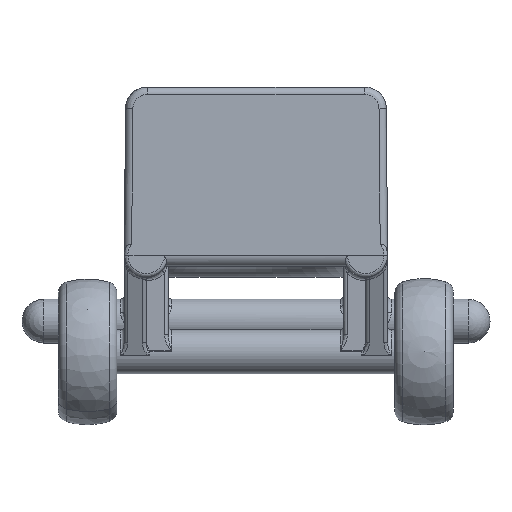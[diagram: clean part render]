
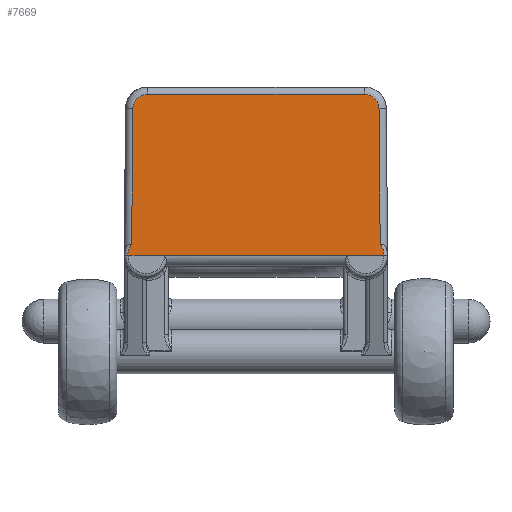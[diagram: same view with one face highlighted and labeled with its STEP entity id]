
A CAD part, front view. The second image highlights one B-rep face of the part: STEP entity #7669.
In plain terms, the highlighted planar face has unit normal (0, -1, 0.009).
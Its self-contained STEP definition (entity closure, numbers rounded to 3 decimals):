
#1279 = AXIS2_PLACEMENT_3D ( 'NONE', #3740, #3750, #3751 ) ;
#1770 = EDGE_CURVE ( 'NONE', #10905, #10946, #5252, .T. ) ;
#1772 = EDGE_CURVE ( 'NONE', #10847, #11037, #5254, .T. ) ;
#1773 = EDGE_CURVE ( 'NONE', #11033, #10905, #9768, .T. ) ;
#1774 = EDGE_CURVE ( 'NONE', #10946, #10847, #9769, .T. ) ;
#1804 = EDGE_CURVE ( 'NONE', #11034, #10901, #9805, .T. ) ;
#1805 = EDGE_CURVE ( 'NONE', #10901, #11033, #5263, .T. ) ;
#1808 = EDGE_CURVE ( 'NONE', #10814, #10933, #9809, .T. ) ;
#1868 = EDGE_CURVE ( 'NONE', #10940, #11034, #5293, .T. ) ;
#1891 = EDGE_CURVE ( 'NONE', #11037, #10814, #9876, .T. ) ;
#1905 = EDGE_CURVE ( 'NONE', #10933, #10940, #9886, .T. ) ;
#1974 = ORIENTED_EDGE ( 'NONE', *, *, #1905, .T. ) ;
#2014 = ORIENTED_EDGE ( 'NONE', *, *, #1868, .T. ) ;
#2016 = ORIENTED_EDGE ( 'NONE', *, *, #1773, .T. ) ;
#2304 = CARTESIAN_POINT ( 'NONE',  ( -8.662, 0.005, 0.54 ) ) ;
#2315 = CARTESIAN_POINT ( 'NONE',  ( -7.994, 0.096, 11.004 ) ) ;
#2316 = CARTESIAN_POINT ( 'NONE',  ( -8.408, 0.092, 10.595 ) ) ;
#2320 = CARTESIAN_POINT ( 'NONE',  ( -7.413, 0.096, 11.004 ) ) ;
#2321 = CARTESIAN_POINT ( 'NONE',  ( -8.413, 0.087, 10.013 ) ) ;
#2331 = CARTESIAN_POINT ( 'NONE',  ( -8.493, 0.007, 0.761 ) ) ;
#2332 = CARTESIAN_POINT ( 'NONE',  ( -8.75, 0.002, 0.277 ) ) ;
#2333 = CARTESIAN_POINT ( 'NONE',  ( -8.75, 0., 0. ) ) ;
#2334 = CARTESIAN_POINT ( 'NONE',  ( -9.25, 0.096, 11.004 ) ) ;
#2335 = DIRECTION ( 'NONE',  ( -1., 0., 0. ) ) ;
#2336 = CARTESIAN_POINT ( 'NONE',  ( -8.5, 0., -0.007 ) ) ;
#3740 = CARTESIAN_POINT ( 'NONE',  ( -9.25, 0., 0. ) ) ;
#3746 = PLANE ( 'NONE',  #1279 ) ;
#3750 = DIRECTION ( 'NONE',  ( 0., 1., -0.009 ) ) ;
#3751 = DIRECTION ( 'NONE',  ( 0., 0.009, 1. ) ) ;
#4855 = ORIENTED_EDGE ( 'NONE', *, *, #1808, .T. ) ;
#4857 = ORIENTED_EDGE ( 'NONE', *, *, #1774, .T. ) ;
#4858 = ORIENTED_EDGE ( 'NONE', *, *, #1770, .T. ) ;
#4859 = ORIENTED_EDGE ( 'NONE', *, *, #1772, .T. ) ;
#4860 = ORIENTED_EDGE ( 'NONE', *, *, #1891, .T. ) ;
#4861 = ORIENTED_EDGE ( 'NONE', *, *, #1805, .T. ) ;
#4863 = ORIENTED_EDGE ( 'NONE', *, *, #1804, .T. ) ;
#5252 =( BOUNDED_CURVE ( )  B_SPLINE_CURVE ( 3, ( #2320, #2315, #2316, #2321 ),
 .UNSPECIFIED., .F., .T. ) 
 B_SPLINE_CURVE_WITH_KNOTS ( ( 4, 4 ),
 ( 3.142, 4.704 ),
 .UNSPECIFIED. ) 
 CURVE ( )  GEOMETRIC_REPRESENTATION_ITEM ( )  RATIONAL_B_SPLINE_CURVE ( ( 1., 0.807, 0.807, 1. ) ) 
 REPRESENTATION_ITEM ( '' )  );
#5254 =( BOUNDED_CURVE ( )  B_SPLINE_CURVE ( 3, ( #2331, #2304, #2332, #2333 ),
 .UNSPECIFIED., .F., .T. ) 
 B_SPLINE_CURVE_WITH_KNOTS ( ( 4, 4 ),
 ( 4.06, 4.714 ),
 .UNSPECIFIED. ) 
 CURVE ( )  GEOMETRIC_REPRESENTATION_ITEM ( )  RATIONAL_B_SPLINE_CURVE ( ( 1., 0.965, 0.965, 1. ) ) 
 REPRESENTATION_ITEM ( '' )  );
#5263 =( BOUNDED_CURVE ( )  B_SPLINE_CURVE ( 3, ( #5713, #5683, #5685, #5714 ),
 .UNSPECIFIED., .F., .T. ) 
 B_SPLINE_CURVE_WITH_KNOTS ( ( 4, 4 ),
 ( 1.58, 3.142 ),
 .UNSPECIFIED. ) 
 CURVE ( )  GEOMETRIC_REPRESENTATION_ITEM ( )  RATIONAL_B_SPLINE_CURVE ( ( 1., 0.807, 0.807, 1. ) ) 
 REPRESENTATION_ITEM ( '' )  );
#5293 =( BOUNDED_CURVE ( )  B_SPLINE_CURVE ( 3, ( #5991, #6006, #6019, #6020 ),
 .UNSPECIFIED., .F., .T. ) 
 B_SPLINE_CURVE_WITH_KNOTS ( ( 4, 4 ),
 ( 1.569, 2.223 ),
 .UNSPECIFIED. ) 
 CURVE ( )  GEOMETRIC_REPRESENTATION_ITEM ( )  RATIONAL_B_SPLINE_CURVE ( ( 1., 0.965, 0.965, 1. ) ) 
 REPRESENTATION_ITEM ( '' )  );
#5591 = DIRECTION ( 'NONE',  ( -0.009, -0.009, -1. ) ) ;
#5683 = CARTESIAN_POINT ( 'NONE',  ( 8.408, 0.092, 10.595 ) ) ;
#5685 = CARTESIAN_POINT ( 'NONE',  ( 7.994, 0.096, 11.004 ) ) ;
#5710 = CARTESIAN_POINT ( 'NONE',  ( 8.499, 0.001, 0.155 ) ) ;
#5711 = DIRECTION ( 'NONE',  ( -0.009, 0.009, 1. ) ) ;
#5712 = DIRECTION ( 'NONE',  ( 1., 0., 0. ) ) ;
#5713 = CARTESIAN_POINT ( 'NONE',  ( 8.413, 0.087, 10.013 ) ) ;
#5714 = CARTESIAN_POINT ( 'NONE',  ( 7.413, 0.096, 11.004 ) ) ;
#5719 = CARTESIAN_POINT ( 'NONE',  ( -9250., 0., 0. ) ) ;
#5991 = CARTESIAN_POINT ( 'NONE',  ( 8.75, 0., 0. ) ) ;
#6006 = CARTESIAN_POINT ( 'NONE',  ( 8.75, 0.002, 0.277 ) ) ;
#6019 = CARTESIAN_POINT ( 'NONE',  ( 8.662, 0.005, 0.54 ) ) ;
#6020 = CARTESIAN_POINT ( 'NONE',  ( 8.493, 0.007, 0.761 ) ) ;
#6173 = CARTESIAN_POINT ( 'NONE',  ( -9250., 0., 0. ) ) ;
#6174 = DIRECTION ( 'NONE',  ( 1., 0., 0. ) ) ;
#6270 = CARTESIAN_POINT ( 'NONE',  ( -9250., 0., 0. ) ) ;
#6288 = DIRECTION ( 'NONE',  ( 1., 0., 0. ) ) ;
#6934 = CARTESIAN_POINT ( 'NONE',  ( -7.5, 0., 0. ) ) ;
#6967 = CARTESIAN_POINT ( 'NONE',  ( -8.493, 0.007, 0.761 ) ) ;
#7021 = CARTESIAN_POINT ( 'NONE',  ( 8.413, 0.087, 10.013 ) ) ;
#7025 = CARTESIAN_POINT ( 'NONE',  ( -7.413, 0.096, 11.004 ) ) ;
#7053 = CARTESIAN_POINT ( 'NONE',  ( 7.5, 0., 0. ) ) ;
#7060 = CARTESIAN_POINT ( 'NONE',  ( 8.75, 0., 0. ) ) ;
#7066 = CARTESIAN_POINT ( 'NONE',  ( -8.413, 0.087, 10.013 ) ) ;
#7153 = CARTESIAN_POINT ( 'NONE',  ( 7.413, 0.096, 11.004 ) ) ;
#7154 = CARTESIAN_POINT ( 'NONE',  ( 8.493, 0.007, 0.761 ) ) ;
#7157 = CARTESIAN_POINT ( 'NONE',  ( -8.75, 0., 0. ) ) ;
#7669 = ADVANCED_FACE ( 'NONE', ( #10166 ), #3746, .F. ) ;
#9768 = LINE ( 'NONE', #2334, #9770 ) ;
#9769 = LINE ( 'NONE', #2336, #9772 ) ;
#9770 = VECTOR ( 'NONE', #2335, 1000. ) ;
#9772 = VECTOR ( 'NONE', #5591, 1000. ) ;
#9805 = LINE ( 'NONE', #5710, #9808 ) ;
#9808 = VECTOR ( 'NONE', #5711, 1000. ) ;
#9809 = LINE ( 'NONE', #5719, #9813 ) ;
#9813 = VECTOR ( 'NONE', #5712, 1000. ) ;
#9876 = LINE ( 'NONE', #6173, #9878 ) ;
#9878 = VECTOR ( 'NONE', #6174, 1000. ) ;
#9886 = LINE ( 'NONE', #6270, #9889 ) ;
#9889 = VECTOR ( 'NONE', #6288, 1000. ) ;
#10166 = FACE_OUTER_BOUND ( 'NONE', #10689, .T. ) ;
#10689 = EDGE_LOOP ( 'NONE', ( #1974, #2014, #4863, #4861, #2016, #4858, #4857, #4859, #4860, #4855 ) ) ;
#10814 = VERTEX_POINT ( 'NONE', #6934 ) ;
#10847 = VERTEX_POINT ( 'NONE', #6967 ) ;
#10901 = VERTEX_POINT ( 'NONE', #7021 ) ;
#10905 = VERTEX_POINT ( 'NONE', #7025 ) ;
#10933 = VERTEX_POINT ( 'NONE', #7053 ) ;
#10940 = VERTEX_POINT ( 'NONE', #7060 ) ;
#10946 = VERTEX_POINT ( 'NONE', #7066 ) ;
#11033 = VERTEX_POINT ( 'NONE', #7153 ) ;
#11034 = VERTEX_POINT ( 'NONE', #7154 ) ;
#11037 = VERTEX_POINT ( 'NONE', #7157 ) ;
